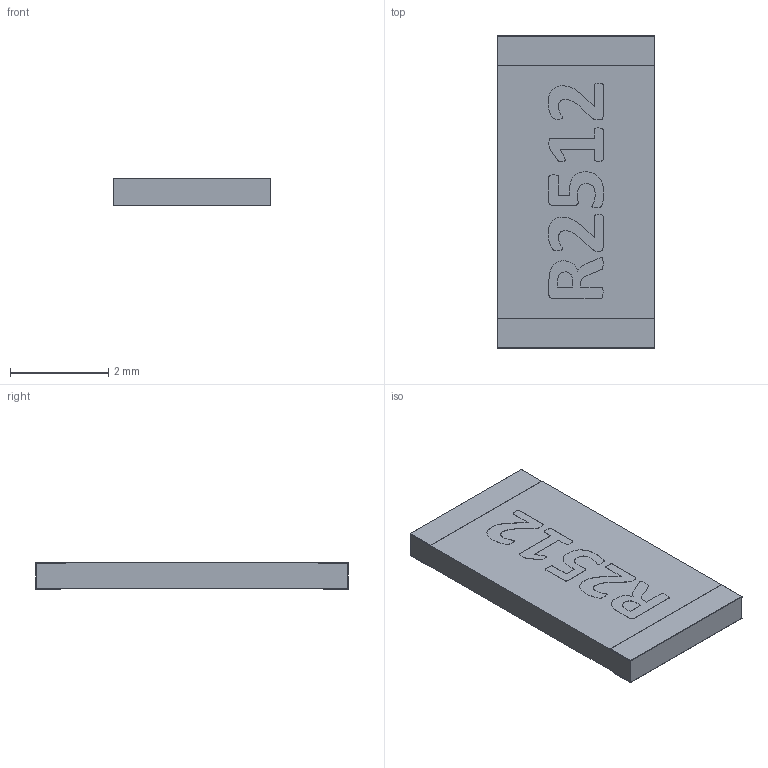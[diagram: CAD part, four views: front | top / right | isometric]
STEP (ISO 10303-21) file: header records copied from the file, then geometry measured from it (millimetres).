
FILE_DESCRIPTION(/* description */ (''),/* implementation_level */ '2;1');
FILE_NAME(/* name */ 'R2512 v2.step',/* time_stamp */ '2023-02-19T15:13:47-05:00',/* author */ (''),/* organization */ (''),/* preprocessor_version */ 'ST-DEVELOPER v19',/* originating_system */ 'Autodesk Translation Framework v11.7.0.108',/* authorisation */ '');
FILE_SCHEMA (('AUTOMOTIVE_DESIGN { 1 0 10303 214 3 1 1 }'));
Length unit declared in the file: millimetre
Products named in the file (1): R2512
Bounding box: 3.2 x 6.35 x 0.55 mm (x, y, z)
Volume: 10.7 mm3; surface area: 51.1 mm2
Topology: 1 solids, 1 shells, 165 faces, 427 edges, 270 vertices
Faces by surface type: plane 64, bspline 57, cylinder 36, torus 8
Entity records: 7512 total; most frequent: CARTESIAN_POINT 3712, ORIENTED_EDGE 854, DIRECTION 539, EDGE_CURVE 427, VERTEX_POINT 270, LINE 257, VECTOR 257, EDGE_LOOP 171
